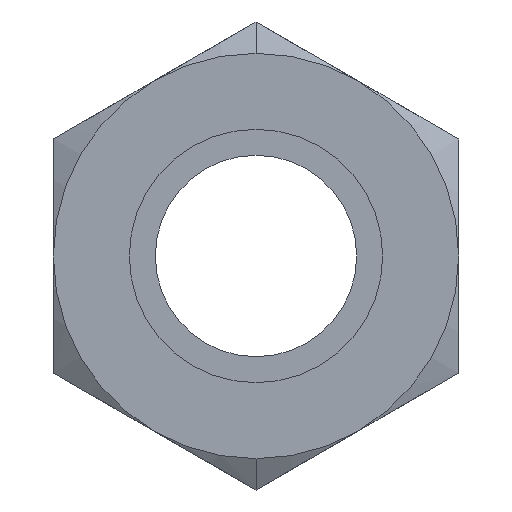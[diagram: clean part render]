
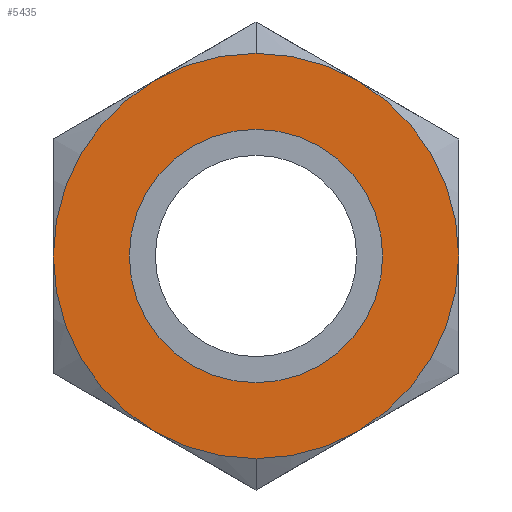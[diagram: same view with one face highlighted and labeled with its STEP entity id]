
A CAD part, left-side view. The second image highlights one B-rep face of the part: STEP entity #5435.
In plain terms, the highlighted planar face has unit normal (-1, 0, 0).
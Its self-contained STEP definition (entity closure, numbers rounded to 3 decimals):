
#65 = EDGE_LOOP ( 'NONE', ( #3564, #6037 ) ) ;
#127 = DIRECTION ( 'NONE',  ( 1., 0., 0. ) ) ;
#216 = CARTESIAN_POINT ( 'NONE',  ( 0., 0., -10. ) ) ;
#287 = PLANE ( 'NONE',  #8000 ) ;
#506 = AXIS2_PLACEMENT_3D ( 'NONE', #7406, #5134, #2169 ) ;
#914 = EDGE_CURVE ( 'NONE', #2959, #2606, #8565, .T. ) ;
#1013 = FACE_BOUND ( 'NONE', #65, .T. ) ;
#1166 = DIRECTION ( 'NONE',  ( 0., 0., 1. ) ) ;
#1485 = DIRECTION ( 'NONE',  ( 0., 0., 1. ) ) ;
#1527 = DIRECTION ( 'NONE',  ( 0., 0., -1. ) ) ;
#2169 = DIRECTION ( 'NONE',  ( 0., 0., -1. ) ) ;
#2303 = AXIS2_PLACEMENT_3D ( 'NONE', #6811, #5220, #1527 ) ;
#2514 = DIRECTION ( 'NONE',  ( -1., 0., 0. ) ) ;
#2606 = VERTEX_POINT ( 'NONE', #4339 ) ;
#2752 = EDGE_CURVE ( 'NONE', #7813, #5475, #6329, .T. ) ;
#2959 = VERTEX_POINT ( 'NONE', #5549 ) ;
#3081 = CARTESIAN_POINT ( 'NONE',  ( 0., 0., 0. ) ) ;
#3116 = CARTESIAN_POINT ( 'NONE',  ( 0., 0., 0. ) ) ;
#3564 = ORIENTED_EDGE ( 'NONE', *, *, #2752, .T. ) ;
#3966 = ORIENTED_EDGE ( 'NONE', *, *, #5950, .F. ) ;
#4126 = CIRCLE ( 'NONE', #9235, 16. ) ;
#4156 = ORIENTED_EDGE ( 'NONE', *, *, #914, .F. ) ;
#4339 = CARTESIAN_POINT ( 'NONE',  ( 0., 0., 16. ) ) ;
#4511 = AXIS2_PLACEMENT_3D ( 'NONE', #3081, #4552, #5909 ) ;
#4552 = DIRECTION ( 'NONE',  ( 1., 0., 0. ) ) ;
#4778 = EDGE_CURVE ( 'NONE', #5475, #7813, #5598, .T. ) ;
#5134 = DIRECTION ( 'NONE',  ( 1., 0., 0. ) ) ;
#5220 = DIRECTION ( 'NONE',  ( 1., 0., 0. ) ) ;
#5435 = ADVANCED_FACE ( 'NONE', ( #1013, #7129 ), #287, .T. ) ;
#5475 = VERTEX_POINT ( 'NONE', #6939 ) ;
#5549 = CARTESIAN_POINT ( 'NONE',  ( 0., 0., -16. ) ) ;
#5598 = CIRCLE ( 'NONE', #4511, 10. ) ;
#5909 = DIRECTION ( 'NONE',  ( 0., 0., 1. ) ) ;
#5950 = EDGE_CURVE ( 'NONE', #2606, #2959, #4126, .T. ) ;
#5991 = EDGE_LOOP ( 'NONE', ( #3966, #4156 ) ) ;
#6037 = ORIENTED_EDGE ( 'NONE', *, *, #4778, .T. ) ;
#6329 = CIRCLE ( 'NONE', #2303, 10. ) ;
#6811 = CARTESIAN_POINT ( 'NONE',  ( 0., 0., 0. ) ) ;
#6939 = CARTESIAN_POINT ( 'NONE',  ( 0., 0., 10. ) ) ;
#7129 = FACE_OUTER_BOUND ( 'NONE', #5991, .T. ) ;
#7406 = CARTESIAN_POINT ( 'NONE',  ( 0., 0., 0. ) ) ;
#7813 = VERTEX_POINT ( 'NONE', #216 ) ;
#8000 = AXIS2_PLACEMENT_3D ( 'NONE', #9257, #2514, #1166 ) ;
#8565 = CIRCLE ( 'NONE', #506, 16. ) ;
#9235 = AXIS2_PLACEMENT_3D ( 'NONE', #3116, #127, #1485 ) ;
#9257 = CARTESIAN_POINT ( 'NONE',  ( 0., 0., 8. ) ) ;
